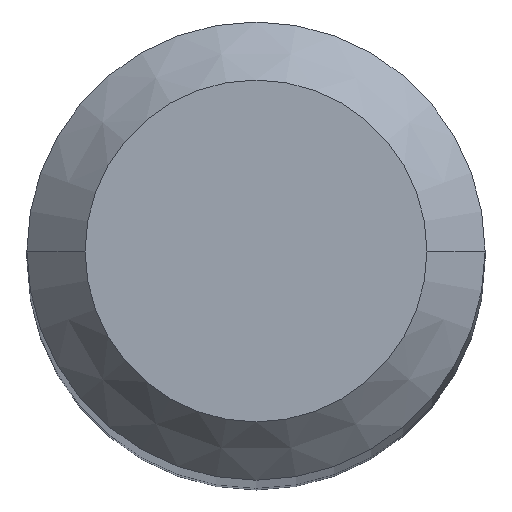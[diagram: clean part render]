
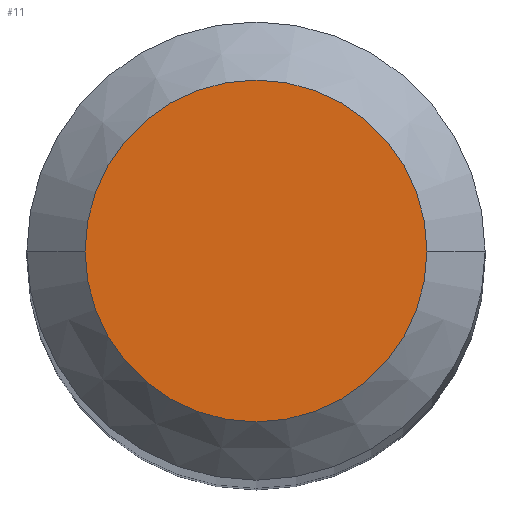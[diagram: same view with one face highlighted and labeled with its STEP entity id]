
A CAD part, top view. The second image highlights one B-rep face of the part: STEP entity #11.
In plain terms, the highlighted planar face has unit normal (0, 0, 1).
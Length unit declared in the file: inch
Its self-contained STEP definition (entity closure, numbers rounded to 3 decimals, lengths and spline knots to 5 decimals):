
#5 = EDGE_CURVE ( 'NONE', #142, #169, #254, .T. ) ;
#11 = ADVANCED_FACE ( 'NONE', ( #32 ), #53, .T. ) ;
#12 = CARTESIAN_POINT ( 'NONE',  ( 0., 0., 1.49606 ) ) ;
#18 = CARTESIAN_POINT ( 'NONE',  ( 0., 0., 1.49606 ) ) ;
#32 = FACE_OUTER_BOUND ( 'NONE', #126, .T. ) ;
#37 = AXIS2_PLACEMENT_3D ( 'NONE', #18, #289, #205 ) ;
#53 = PLANE ( 'NONE',  #180 ) ;
#80 = EDGE_CURVE ( 'NONE', #169, #142, #115, .T. ) ;
#115 = CIRCLE ( 'NONE', #37, 0.04406 ) ;
#124 = AXIS2_PLACEMENT_3D ( 'NONE', #172, #145, #260 ) ;
#126 = EDGE_LOOP ( 'NONE', ( #280, #193 ) ) ;
#142 = VERTEX_POINT ( 'NONE', #201 ) ;
#145 = DIRECTION ( 'NONE',  ( 0., 0., 1. ) ) ;
#163 = DIRECTION ( 'NONE',  ( 0., 0., 1. ) ) ;
#169 = VERTEX_POINT ( 'NONE', #248 ) ;
#172 = CARTESIAN_POINT ( 'NONE',  ( 0., 0., 1.49606 ) ) ;
#180 = AXIS2_PLACEMENT_3D ( 'NONE', #12, #163, #262 ) ;
#193 = ORIENTED_EDGE ( 'NONE', *, *, #80, .T. ) ;
#201 = CARTESIAN_POINT ( 'NONE',  ( -0.04406, 0., 1.49606 ) ) ;
#205 = DIRECTION ( 'NONE',  ( 1., 0., 0. ) ) ;
#248 = CARTESIAN_POINT ( 'NONE',  ( 0.04406, 0., 1.49606 ) ) ;
#254 = CIRCLE ( 'NONE', #124, 0.04406 ) ;
#260 = DIRECTION ( 'NONE',  ( 1., 0., 0. ) ) ;
#262 = DIRECTION ( 'NONE',  ( 1., 0., 0. ) ) ;
#280 = ORIENTED_EDGE ( 'NONE', *, *, #5, .T. ) ;
#289 = DIRECTION ( 'NONE',  ( 0., 0., 1. ) ) ;
